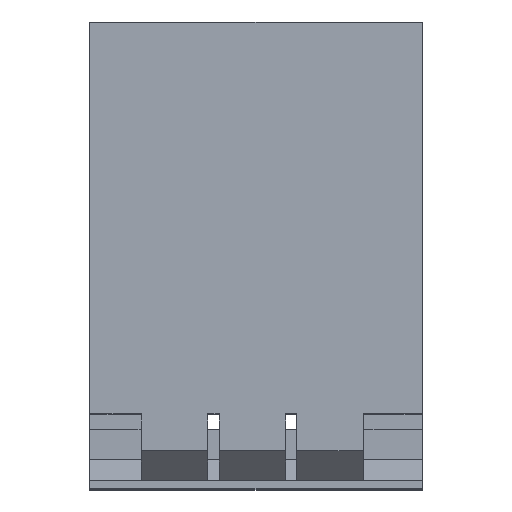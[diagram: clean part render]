
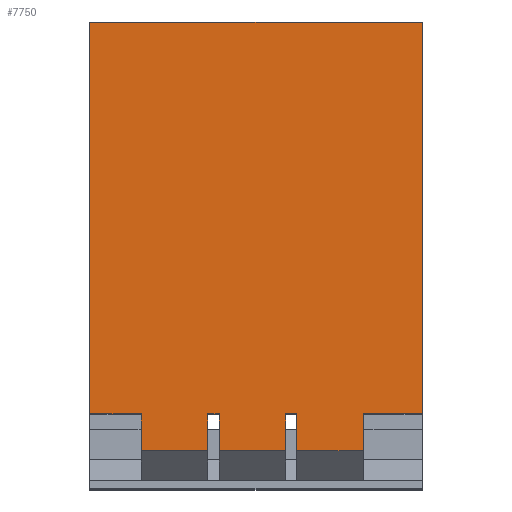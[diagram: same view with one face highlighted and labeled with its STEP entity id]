
A CAD part, top view. The second image highlights one B-rep face of the part: STEP entity #7750.
In plain terms, the highlighted face is planar.
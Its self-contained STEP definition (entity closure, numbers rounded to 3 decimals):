
#180=LINE('',#15963,#654);
#184=LINE('',#15975,#658);
#188=LINE('',#15987,#662);
#200=LINE('',#16011,#674);
#226=LINE('',#16239,#700);
#229=LINE('',#16245,#703);
#240=LINE('',#16265,#714);
#269=LINE('',#16322,#743);
#270=LINE('',#16324,#744);
#271=LINE('',#16326,#745);
#272=LINE('',#16327,#746);
#273=LINE('',#16329,#747);
#274=LINE('',#16331,#748);
#275=LINE('',#16332,#749);
#276=LINE('',#16334,#750);
#277=LINE('',#16336,#751);
#654=VECTOR('',#13381,1000.);
#658=VECTOR('',#13389,1000.);
#662=VECTOR('',#13397,1000.);
#674=VECTOR('',#13409,1000.);
#700=VECTOR('',#13619,1000.);
#703=VECTOR('',#13624,1000.);
#714=VECTOR('',#13637,1000.);
#743=VECTOR('',#13680,1000.);
#744=VECTOR('',#13681,1000.);
#745=VECTOR('',#13682,1000.);
#746=VECTOR('',#13683,1000.);
#747=VECTOR('',#13684,1000.);
#748=VECTOR('',#13685,1000.);
#749=VECTOR('',#13686,1000.);
#750=VECTOR('',#13687,1000.);
#751=VECTOR('',#13688,1000.);
#1288=PLANE('',#12037);
#2318=ORIENTED_EDGE('',*,*,#3949,.F.);
#2319=ORIENTED_EDGE('',*,*,#3950,.T.);
#2320=ORIENTED_EDGE('',*,*,#3951,.T.);
#2321=ORIENTED_EDGE('',*,*,#3792,.T.);
#2322=ORIENTED_EDGE('',*,*,#3906,.T.);
#2323=ORIENTED_EDGE('',*,*,#3920,.F.);
#2324=ORIENTED_EDGE('',*,*,#3909,.F.);
#2325=ORIENTED_EDGE('',*,*,#3780,.T.);
#2326=ORIENTED_EDGE('',*,*,#3952,.F.);
#2327=ORIENTED_EDGE('',*,*,#3953,.T.);
#2328=ORIENTED_EDGE('',*,*,#3954,.T.);
#2329=ORIENTED_EDGE('',*,*,#3774,.T.);
#2330=ORIENTED_EDGE('',*,*,#3955,.F.);
#2331=ORIENTED_EDGE('',*,*,#3956,.T.);
#2332=ORIENTED_EDGE('',*,*,#3957,.T.);
#2333=ORIENTED_EDGE('',*,*,#3768,.T.);
#3768=EDGE_CURVE('',#4651,#4649,#180,.T.);
#3774=EDGE_CURVE('',#4657,#4656,#184,.T.);
#3780=EDGE_CURVE('',#4663,#4662,#188,.T.);
#3792=EDGE_CURVE('',#4675,#4674,#200,.T.);
#3906=EDGE_CURVE('',#4674,#4784,#226,.T.);
#3909=EDGE_CURVE('',#4663,#4787,#229,.T.);
#3920=EDGE_CURVE('',#4787,#4784,#240,.T.);
#3949=EDGE_CURVE('',#4816,#4649,#269,.T.);
#3950=EDGE_CURVE('',#4816,#4817,#270,.T.);
#3951=EDGE_CURVE('',#4817,#4675,#271,.T.);
#3952=EDGE_CURVE('',#4818,#4662,#272,.T.);
#3953=EDGE_CURVE('',#4818,#4819,#273,.T.);
#3954=EDGE_CURVE('',#4819,#4657,#274,.T.);
#3955=EDGE_CURVE('',#4820,#4656,#275,.T.);
#3956=EDGE_CURVE('',#4820,#4821,#276,.T.);
#3957=EDGE_CURVE('',#4821,#4651,#277,.T.);
#4649=VERTEX_POINT('',#15961);
#4651=VERTEX_POINT('',#15964);
#4656=VERTEX_POINT('',#15974);
#4657=VERTEX_POINT('',#15976);
#4662=VERTEX_POINT('',#15986);
#4663=VERTEX_POINT('',#15988);
#4674=VERTEX_POINT('',#16010);
#4675=VERTEX_POINT('',#16012);
#4784=VERTEX_POINT('',#16238);
#4787=VERTEX_POINT('',#16246);
#4816=VERTEX_POINT('',#16323);
#4817=VERTEX_POINT('',#16325);
#4818=VERTEX_POINT('',#16328);
#4819=VERTEX_POINT('',#16330);
#4820=VERTEX_POINT('',#16333);
#4821=VERTEX_POINT('',#16335);
#5968=EDGE_LOOP('',(#2318,#2319,#2320,#2321,#2322,#2323,#2324,#2325,#2326,
#2327,#2328,#2329,#2330,#2331,#2332,#2333));
#6983=FACE_BOUND('',#5968,.T.);
#7750=ADVANCED_FACE('',(#6983),#1288,.F.);
#12037=AXIS2_PLACEMENT_3D('',#16321,#13678,#13679);
#13381=DIRECTION('',(0.,0.,-1.));
#13389=DIRECTION('',(0.,0.,-1.));
#13397=DIRECTION('',(0.,0.,-1.));
#13409=DIRECTION('',(0.,0.,-1.));
#13619=DIRECTION('',(-1.,0.,0.));
#13624=DIRECTION('',(-1.,0.,0.));
#13637=DIRECTION('',(0.,0.,-1.));
#13678=DIRECTION('',(0.,-1.,0.));
#13679=DIRECTION('',(0.,0.,-1.));
#13680=DIRECTION('',(-1.,0.,0.));
#13681=DIRECTION('',(0.,0.,-1.));
#13682=DIRECTION('',(-1.,0.,0.));
#13683=DIRECTION('',(-1.,0.,0.));
#13684=DIRECTION('',(0.,0.,-1.));
#13685=DIRECTION('',(-1.,0.,0.));
#13686=DIRECTION('',(-1.,0.,0.));
#13687=DIRECTION('',(0.,0.,-1.));
#13688=DIRECTION('',(-1.,0.,0.));
#15961=CARTESIAN_POINT('',(0.,200.,-5.5));
#15963=CARTESIAN_POINT('',(0.,200.,22.5));
#15964=CARTESIAN_POINT('',(0.,200.,-4.));
#15974=CARTESIAN_POINT('',(0.,200.,5.));
#15975=CARTESIAN_POINT('',(0.,200.,22.5));
#15976=CARTESIAN_POINT('',(0.,200.,6.5));
#15986=CARTESIAN_POINT('',(0.,200.,15.5));
#15987=CARTESIAN_POINT('',(0.,200.,22.5));
#15988=CARTESIAN_POINT('',(0.,200.,22.5));
#16010=CARTESIAN_POINT('',(0.,200.,-22.5));
#16011=CARTESIAN_POINT('',(0.,200.,22.5));
#16012=CARTESIAN_POINT('',(0.,200.,-14.5));
#16238=CARTESIAN_POINT('',(-53.,200.,-22.5));
#16239=CARTESIAN_POINT('',(0.,200.,-22.5));
#16245=CARTESIAN_POINT('',(0.,200.,22.5));
#16246=CARTESIAN_POINT('',(-53.,200.,22.5));
#16265=CARTESIAN_POINT('',(-53.,200.,22.5));
#16321=CARTESIAN_POINT('',(0.,200.,22.5));
#16322=CARTESIAN_POINT('',(9.,200.,-5.5));
#16323=CARTESIAN_POINT('',(5.,200.,-5.5));
#16324=CARTESIAN_POINT('',(5.,200.,-14.5));
#16325=CARTESIAN_POINT('',(5.,200.,-14.5));
#16326=CARTESIAN_POINT('',(9.,200.,-14.5));
#16327=CARTESIAN_POINT('',(9.,200.,15.5));
#16328=CARTESIAN_POINT('',(5.,200.,15.5));
#16329=CARTESIAN_POINT('',(5.,200.,6.5));
#16330=CARTESIAN_POINT('',(5.,200.,6.5));
#16331=CARTESIAN_POINT('',(9.,200.,6.5));
#16332=CARTESIAN_POINT('',(9.,200.,5.));
#16333=CARTESIAN_POINT('',(5.,200.,5.));
#16334=CARTESIAN_POINT('',(5.,200.,-4.));
#16335=CARTESIAN_POINT('',(5.,200.,-4.));
#16336=CARTESIAN_POINT('',(9.,200.,-4.));
